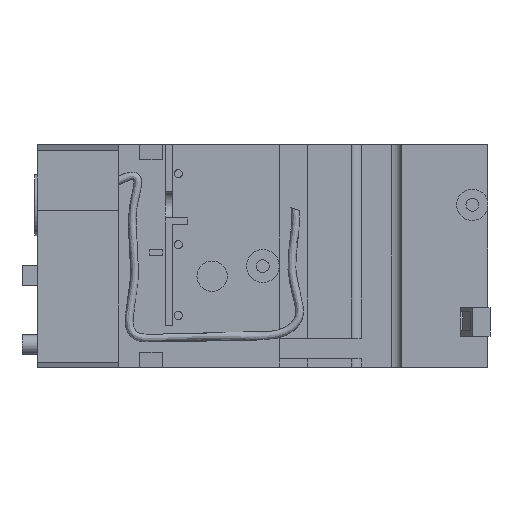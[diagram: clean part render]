
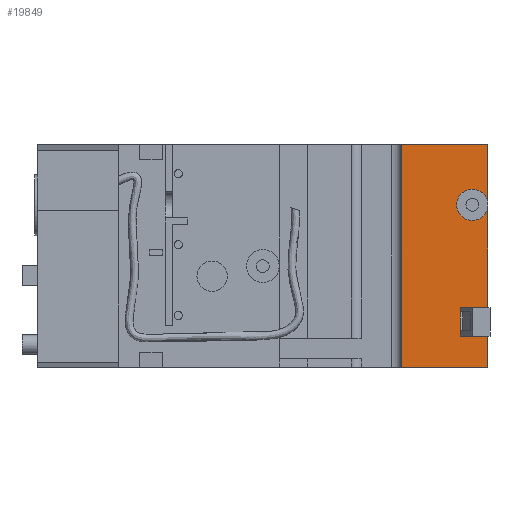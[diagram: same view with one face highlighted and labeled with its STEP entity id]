
A CAD part, front view. The second image highlights one B-rep face of the part: STEP entity #19849.
In plain terms, the highlighted planar face has unit normal (0, -1, 0).
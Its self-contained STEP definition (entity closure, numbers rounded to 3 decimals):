
#247 = CARTESIAN_POINT ( 'NONE',  ( 27.436, -14.99, 22. ) ) ;
#471 = EDGE_LOOP ( 'NONE', ( #28356, #22813, #21088, #25087, #5948, #31437, #32223 ) ) ;
#872 = DIRECTION ( 'NONE',  ( 0., -1., 0. ) ) ;
#994 = DIRECTION ( 'NONE',  ( 1., 0., 0. ) ) ;
#1172 = EDGE_CURVE ( 'NONE', #23000, #29563, #13788, .T. ) ;
#1779 = EDGE_CURVE ( 'NONE', #7415, #25532, #19521, .T. ) ;
#2832 = EDGE_CURVE ( 'NONE', #32065, #5523, #15375, .T. ) ;
#3168 = VECTOR ( 'NONE', #6491, 1000. ) ;
#3321 = CARTESIAN_POINT ( 'NONE',  ( 39.01, -14.99, -10.18 ) ) ;
#3517 = EDGE_CURVE ( 'NONE', #17362, #19494, #27617, .T. ) ;
#3530 = CARTESIAN_POINT ( 'NONE',  ( 44.5, -14.99, 22. ) ) ;
#3743 = LINE ( 'NONE', #3530, #23827 ) ;
#3910 = VECTOR ( 'NONE', #8947, 1000. ) ;
#4080 = CARTESIAN_POINT ( 'NONE',  ( 44.5, -14.99, -22. ) ) ;
#4352 = VECTOR ( 'NONE', #23295, 1000. ) ;
#4407 = CARTESIAN_POINT ( 'NONE',  ( 42.5, -14.99, -15.81 ) ) ;
#5451 = DIRECTION ( 'NONE',  ( 1., 0., 0. ) ) ;
#5523 = VERTEX_POINT ( 'NONE', #16395 ) ;
#5948 = ORIENTED_EDGE ( 'NONE', *, *, #2832, .T. ) ;
#6058 = CARTESIAN_POINT ( 'NONE',  ( 39.01, -14.99, -14.729 ) ) ;
#6180 = ORIENTED_EDGE ( 'NONE', *, *, #9075, .T. ) ;
#6242 = FACE_OUTER_BOUND ( 'NONE', #471, .T. ) ;
#6491 = DIRECTION ( 'NONE',  ( 0., 0., 1. ) ) ;
#7415 = VERTEX_POINT ( 'NONE', #32998 ) ;
#8379 = DIRECTION ( 'NONE',  ( 0., 0., 1. ) ) ;
#8947 = DIRECTION ( 'NONE',  ( 0., 0., 1. ) ) ;
#9075 = EDGE_CURVE ( 'NONE', #14550, #10220, #19163, .T. ) ;
#9433 = VECTOR ( 'NONE', #8379, 1000. ) ;
#9593 = EDGE_CURVE ( 'NONE', #21631, #10220, #18688, .T. ) ;
#10101 = LINE ( 'NONE', #28129, #18730 ) ;
#10135 = LINE ( 'NONE', #16807, #3168 ) ;
#10220 = VERTEX_POINT ( 'NONE', #30610 ) ;
#10478 = CARTESIAN_POINT ( 'NONE',  ( 44.5, -14.99, 22. ) ) ;
#11412 = DIRECTION ( 'NONE',  ( 0., 0., 1. ) ) ;
#12263 = AXIS2_PLACEMENT_3D ( 'NONE', #15674, #28827, #5451 ) ;
#12301 = LINE ( 'NONE', #10478, #9433 ) ;
#12333 = CARTESIAN_POINT ( 'NONE',  ( 38.3, -14.99, 10.1 ) ) ;
#12900 = VECTOR ( 'NONE', #22508, 1000. ) ;
#13788 = LINE ( 'NONE', #18394, #4352 ) ;
#13982 = CARTESIAN_POINT ( 'NONE',  ( 39.01, -14.99, -15.81 ) ) ;
#14161 = CARTESIAN_POINT ( 'NONE',  ( 41.4, -14.99, 10.1 ) ) ;
#14550 = VERTEX_POINT ( 'NONE', #3321 ) ;
#14551 = VECTOR ( 'NONE', #18251, 1000. ) ;
#14959 = ORIENTED_EDGE ( 'NONE', *, *, #9593, .F. ) ;
#15279 = AXIS2_PLACEMENT_3D ( 'NONE', #17689, #17912, #15396 ) ;
#15375 = LINE ( 'NONE', #247, #14551 ) ;
#15396 = DIRECTION ( 'NONE',  ( 1., 0., 0. ) ) ;
#15664 = CARTESIAN_POINT ( 'NONE',  ( 27.434, -14.99, -22. ) ) ;
#15674 = CARTESIAN_POINT ( 'NONE',  ( 27.436, -14.99, -22. ) ) ;
#15831 = AXIS2_PLACEMENT_3D ( 'NONE', #14161, #872, #994 ) ;
#16126 = DIRECTION ( 'NONE',  ( 1., 0., 0. ) ) ;
#16298 = CARTESIAN_POINT ( 'NONE',  ( 42.5, -14.99, -15.81 ) ) ;
#16395 = CARTESIAN_POINT ( 'NONE',  ( 27.434, -14.99, 22. ) ) ;
#16807 = CARTESIAN_POINT ( 'NONE',  ( 39.01, -14.99, -15.81 ) ) ;
#17362 = VERTEX_POINT ( 'NONE', #24926 ) ;
#17401 = ORIENTED_EDGE ( 'NONE', *, *, #26762, .F. ) ;
#17496 = EDGE_CURVE ( 'NONE', #7415, #32065, #3743, .T. ) ;
#17689 = CARTESIAN_POINT ( 'NONE',  ( 41.4, -14.99, 10.1 ) ) ;
#17690 = ORIENTED_EDGE ( 'NONE', *, *, #24378, .T. ) ;
#17912 = DIRECTION ( 'NONE',  ( 0., -1., 0. ) ) ;
#18251 = DIRECTION ( 'NONE',  ( -1., 0., 0. ) ) ;
#18394 = CARTESIAN_POINT ( 'NONE',  ( 27.436, -14.99, -22. ) ) ;
#18688 = LINE ( 'NONE', #16298, #3910 ) ;
#18730 = VECTOR ( 'NONE', #20470, 1000. ) ;
#19163 = LINE ( 'NONE', #23596, #27342 ) ;
#19401 = EDGE_CURVE ( 'NONE', #17362, #14550, #28825, .T. ) ;
#19494 = VERTEX_POINT ( 'NONE', #6058 ) ;
#19521 = CIRCLE ( 'NONE', #15279, 3.1 ) ;
#19849 = ADVANCED_FACE ( 'NONE', ( #29622, #6242 ), #23795, .T. ) ;
#20153 = VECTOR ( 'NONE', #22844, 1000. ) ;
#20470 = DIRECTION ( 'NONE',  ( 0., 0., 1. ) ) ;
#20863 = CIRCLE ( 'NONE', #15831, 3.1 ) ;
#21088 = ORIENTED_EDGE ( 'NONE', *, *, #1779, .F. ) ;
#21438 = VECTOR ( 'NONE', #27354, 1000. ) ;
#21631 = VERTEX_POINT ( 'NONE', #4407 ) ;
#21766 = EDGE_CURVE ( 'NONE', #29563, #7415, #12301, .T. ) ;
#22508 = DIRECTION ( 'NONE',  ( 0., 0., -1. ) ) ;
#22611 = CARTESIAN_POINT ( 'NONE',  ( 42.5, -14.99, -15.81 ) ) ;
#22813 = ORIENTED_EDGE ( 'NONE', *, *, #23144, .F. ) ;
#22844 = DIRECTION ( 'NONE',  ( 1., 0., 0. ) ) ;
#23000 = VERTEX_POINT ( 'NONE', #15664 ) ;
#23144 = EDGE_CURVE ( 'NONE', #25532, #7415, #20863, .T. ) ;
#23295 = DIRECTION ( 'NONE',  ( 1., 0., 0. ) ) ;
#23596 = CARTESIAN_POINT ( 'NONE',  ( 42.5, -14.99, -10.18 ) ) ;
#23795 = PLANE ( 'NONE',  #12263 ) ;
#23827 = VECTOR ( 'NONE', #11412, 1000. ) ;
#24378 = EDGE_CURVE ( 'NONE', #24478, #19494, #10135, .T. ) ;
#24478 = VERTEX_POINT ( 'NONE', #30704 ) ;
#24498 = EDGE_CURVE ( 'NONE', #23000, #5523, #10101, .T. ) ;
#24926 = CARTESIAN_POINT ( 'NONE',  ( 39.01, -14.99, -11.009 ) ) ;
#25087 = ORIENTED_EDGE ( 'NONE', *, *, #17496, .T. ) ;
#25532 = VERTEX_POINT ( 'NONE', #12333 ) ;
#25950 = ORIENTED_EDGE ( 'NONE', *, *, #3517, .F. ) ;
#26762 = EDGE_CURVE ( 'NONE', #24478, #21631, #31648, .T. ) ;
#27342 = VECTOR ( 'NONE', #16126, 1000. ) ;
#27354 = DIRECTION ( 'NONE',  ( 0., 0., 1. ) ) ;
#27574 = EDGE_LOOP ( 'NONE', ( #14959, #17401, #17690, #25950, #29182, #6180 ) ) ;
#27617 = LINE ( 'NONE', #27643, #12900 ) ;
#27643 = CARTESIAN_POINT ( 'NONE',  ( 39.01, -14.99, -11.009 ) ) ;
#28129 = CARTESIAN_POINT ( 'NONE',  ( 27.434, -14.99, -22. ) ) ;
#28356 = ORIENTED_EDGE ( 'NONE', *, *, #21766, .T. ) ;
#28825 = LINE ( 'NONE', #13982, #21438 ) ;
#28827 = DIRECTION ( 'NONE',  ( 0., -1., 0. ) ) ;
#29182 = ORIENTED_EDGE ( 'NONE', *, *, #19401, .T. ) ;
#29563 = VERTEX_POINT ( 'NONE', #4080 ) ;
#29622 = FACE_BOUND ( 'NONE', #27574, .T. ) ;
#30610 = CARTESIAN_POINT ( 'NONE',  ( 42.5, -14.99, -10.18 ) ) ;
#30704 = CARTESIAN_POINT ( 'NONE',  ( 39.01, -14.99, -15.81 ) ) ;
#31437 = ORIENTED_EDGE ( 'NONE', *, *, #24498, .F. ) ;
#31648 = LINE ( 'NONE', #22611, #20153 ) ;
#32065 = VERTEX_POINT ( 'NONE', #33734 ) ;
#32223 = ORIENTED_EDGE ( 'NONE', *, *, #1172, .T. ) ;
#32998 = CARTESIAN_POINT ( 'NONE',  ( 44.5, -14.99, 10.1 ) ) ;
#33734 = CARTESIAN_POINT ( 'NONE',  ( 44.5, -14.99, 22. ) ) ;
